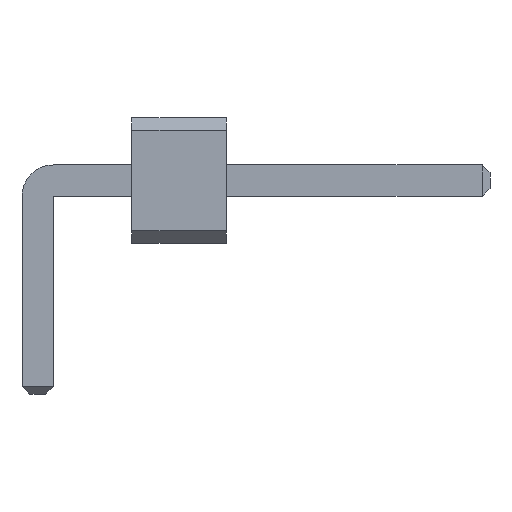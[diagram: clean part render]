
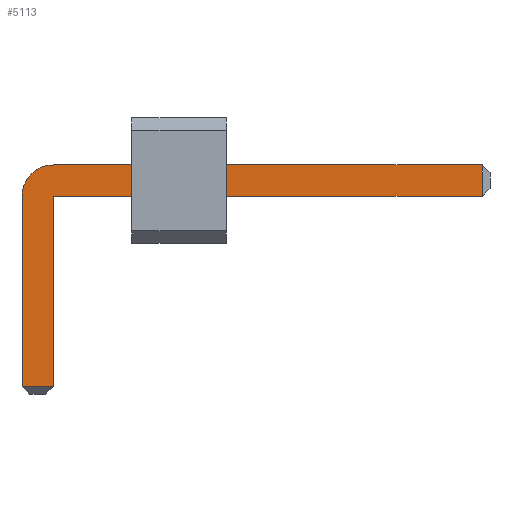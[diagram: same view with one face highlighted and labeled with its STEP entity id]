
A CAD part, front view. The second image highlights one B-rep face of the part: STEP entity #5113.
In plain terms, the highlighted planar face has unit normal (0, -1, 0).
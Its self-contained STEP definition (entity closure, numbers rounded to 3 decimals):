
#13=DIRECTION('',(0.,0.,1.));
#27=VECTOR('',#28,1.);
#28=DIRECTION('',(1.,0.,0.));
#2329=VECTOR('',#13,1.);
#2371=DIRECTION('',(0.,1.,0.));
#4927=VECTOR('',#4928,1.);
#4928=DIRECTION('',(0.,0.,-1.));
#4935=VECTOR('',#4936,1.);
#4936=DIRECTION('',(-1.,0.,0.));
#4957=DIRECTION('',(-0.,1.,0.));
#4967=VERTEX_POINT('',#4968);
#4968=CARTESIAN_POINT('',(0.25,-78.25,1.25));
#4970=ORIENTED_EDGE('',*,*,#4971,.T.);
#4971=EDGE_CURVE('',#4967,#4972,#4974,.T.);
#4972=VERTEX_POINT('',#4973);
#4973=CARTESIAN_POINT('',(7.075,-78.25,1.25));
#4974=LINE('',#4975,#27);
#4975=CARTESIAN_POINT('',(-0.25,-78.25,1.25));
#5011=EDGE_CURVE('',#5012,#4967,#5014,.T.);
#5012=VERTEX_POINT('',#5013);
#5013=CARTESIAN_POINT('',(-0.25,-78.25,0.75));
#5014=CIRCLE('',#5015,0.5);
#5015=AXIS2_PLACEMENT_3D('',#5016,#4957,#4928);
#5016=CARTESIAN_POINT('',(0.25,-78.25,0.75));
#5028=VERTEX_POINT('',#5029);
#5029=CARTESIAN_POINT('',(7.075,-78.25,0.75));
#5031=ORIENTED_EDGE('',*,*,#5032,.T.);
#5032=EDGE_CURVE('',#5028,#5033,#5034,.T.);
#5033=VERTEX_POINT('',#5016);
#5034=LINE('',#5035,#4935);
#5035=CARTESIAN_POINT('',(7.2,-78.25,0.75));
#5047=VERTEX_POINT('',#5048);
#5048=CARTESIAN_POINT('',(-0.25,-78.25,-2.275));
#5050=ORIENTED_EDGE('',*,*,#5051,.T.);
#5051=EDGE_CURVE('',#5047,#5012,#5052,.T.);
#5052=LINE('',#5053,#2329);
#5053=CARTESIAN_POINT('',(-0.25,-78.25,-2.4));
#5061=ORIENTED_EDGE('',*,*,#5062,.T.);
#5062=EDGE_CURVE('',#5033,#5063,#5065,.T.);
#5063=VERTEX_POINT('',#5064);
#5064=CARTESIAN_POINT('',(0.25,-78.25,-2.275));
#5065=LINE('',#5016,#4927);
#5113=ADVANCED_FACE('',(#5114),#5123,.F.);
#5114=FACE_BOUND('',#5115,.F.);
#5115=EDGE_LOOP('',(#4970,#5116,#5031,#5061,#5119,#5050,#5122));
#5116=ORIENTED_EDGE('',*,*,#5117,.T.);
#5117=EDGE_CURVE('',#4972,#5028,#5118,.T.);
#5118=LINE('',#4973,#4927);
#5119=ORIENTED_EDGE('',*,*,#5120,.T.);
#5120=EDGE_CURVE('',#5063,#5047,#5121,.T.);
#5121=LINE('',#5064,#4935);
#5122=ORIENTED_EDGE('',*,*,#5011,.T.);
#5123=PLANE('',#5124);
#5124=AXIS2_PLACEMENT_3D('',#5125,#2371,#13);
#5125=CARTESIAN_POINT('',(2.489,-78.25,0.411));
